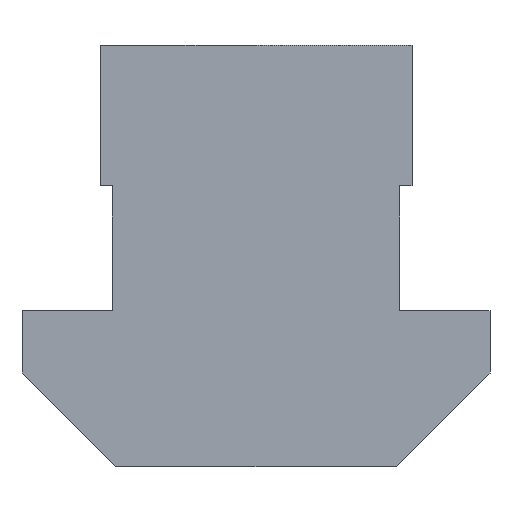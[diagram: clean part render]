
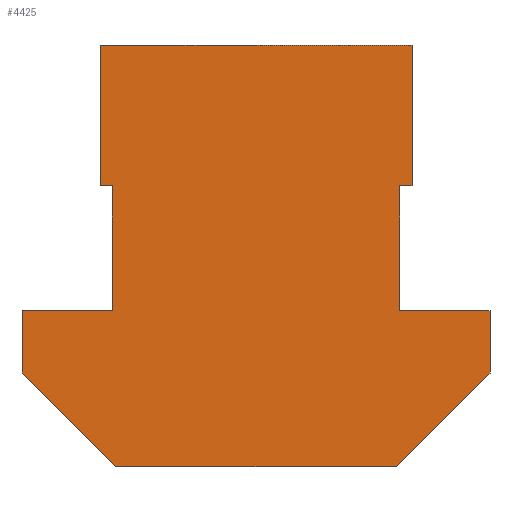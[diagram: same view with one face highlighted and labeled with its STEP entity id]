
A CAD part, front view. The second image highlights one B-rep face of the part: STEP entity #4425.
In plain terms, the highlighted planar face has unit normal (0, -1, 0).
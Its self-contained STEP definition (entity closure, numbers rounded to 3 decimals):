
#1733=EDGE_CURVE('',#5039,#4951,#5117,.T.);
#1807=EDGE_CURVE('',#4613,#3639,#5199,.T.);
#1907=EDGE_CURVE('',#3313,#4925,#5308,.T.);
#2139=EDGE_CURVE('',#4239,#5063,#5567,.T.);
#2141=EDGE_CURVE('',#4925,#5039,#5569,.T.);
#2433=VERTEX_POINT('',#5895);
#2659=EDGE_CURVE('',#3067,#4137,#6149,.T.);
#2735=EDGE_CURVE('',#5063,#3313,#6233,.T.);
#2953=EDGE_CURVE('',#2433,#4613,#6479,.T.);
#3067=VERTEX_POINT('',#6607);
#3313=VERTEX_POINT('',#6881);
#3535=EDGE_CURVE('',#4951,#2433,#7136,.T.);
#3639=VERTEX_POINT('',#7251);
#3649=EDGE_CURVE('',#4219,#4419,#7262,.T.);
#3655=EDGE_CURVE('',#4419,#4239,#7269,.T.);
#4137=VERTEX_POINT('',#7810);
#4175=EDGE_CURVE('',#4279,#3067,#7853,.T.);
#4219=VERTEX_POINT('',#7902);
#4239=VERTEX_POINT('',#7925);
#4279=VERTEX_POINT('',#7971);
#4419=VERTEX_POINT('',#8128);
#4425=ADVANCED_FACE('',(#8134),#8135,.T.);
#4451=EDGE_CURVE('',#4137,#4219,#8165,.T.);
#4613=VERTEX_POINT('',#8348);
#4911=EDGE_CURVE('',#3639,#4279,#8689,.T.);
#4925=VERTEX_POINT('',#8703);
#4951=VERTEX_POINT('',#8730);
#5039=VERTEX_POINT('',#8835);
#5063=VERTEX_POINT('',#8861);
#5117=LINE('',#8916,#8917);
#5199=LINE('',#9021,#9022);
#5308=LINE('',#9168,#9169);
#5567=LINE('',#9508,#9509);
#5569=LINE('',#9512,#9513);
#5895=CARTESIAN_POINT('',(-5.0,-19.0,8.5));
#6149=LINE('',#10263,#10264);
#6233=LINE('',#10376,#10377);
#6479=LINE('',#10696,#10697);
#6607=CARTESIAN_POINT('',(4.6,-19.0,0.0));
#6881=CARTESIAN_POINT('',(-7.5,-19.0,0.0));
#7136=LINE('',#11567,#11568);
#7251=CARTESIAN_POINT('',(5.0,-19.0,4.0));
#7262=LINE('',#11732,#11733);
#7269=LINE('',#11741,#11742);
#7810=CARTESIAN_POINT('',(7.5,-19.0,0.0));
#7853=LINE('',#12494,#12495);
#7902=CARTESIAN_POINT('',(7.5,-19.0,-2.0));
#7925=CARTESIAN_POINT('',(-4.5,-19.0,-5.0));
#7971=CARTESIAN_POINT('',(4.6,-19.0,4.0));
#8128=CARTESIAN_POINT('',(4.5,-19.0,-5.0));
#8134=FACE_OUTER_BOUND('',#12854,.T.);
#8135=PLANE('',#12855);
#8165=LINE('',#12892,#12893);
#8348=CARTESIAN_POINT('',(5.0,-19.0,8.5));
#8689=LINE('',#13550,#13551);
#8703=CARTESIAN_POINT('',(-4.6,-19.0,0.0));
#8730=CARTESIAN_POINT('',(-5.0,-19.0,4.0));
#8835=CARTESIAN_POINT('',(-4.6,-19.0,4.0));
#8861=CARTESIAN_POINT('',(-7.5,-19.0,-2.0));
#8916=CARTESIAN_POINT('',(-5.0,-19.0,4.0));
#8917=VECTOR('',#13814,1.0);
#9021=CARTESIAN_POINT('',(5.0,-19.0,4.0));
#9022=VECTOR('',#13927,1.0);
#9168=CARTESIAN_POINT('',(-4.6,-19.0,0.0));
#9169=VECTOR('',#14058,1.0);
#9508=CARTESIAN_POINT('',(-7.5,-19.0,-2.0));
#9509=VECTOR('',#14412,1.0);
#9512=CARTESIAN_POINT('',(-4.6,-19.0,4.0));
#9513=VECTOR('',#14413,1.0);
#10263=CARTESIAN_POINT('',(7.5,-19.0,0.0));
#10264=VECTOR('',#15191,1.0);
#10376=CARTESIAN_POINT('',(-7.5,-19.0,0.0));
#10377=VECTOR('',#15297,1.0);
#10696=CARTESIAN_POINT('',(5.0,-19.0,8.5));
#10697=VECTOR('',#15643,1.0);
#11567=CARTESIAN_POINT('',(-5.0,-19.0,8.5));
#11568=VECTOR('',#16590,1.0);
#11732=CARTESIAN_POINT('',(4.5,-19.0,-5.0));
#11733=VECTOR('',#16752,1.0);
#11741=CARTESIAN_POINT('',(-4.5,-19.0,-5.0));
#11742=VECTOR('',#16761,1.0);
#12494=CARTESIAN_POINT('',(4.6,-19.0,0.0));
#12495=VECTOR('',#17580,1.0);
#12854=EDGE_LOOP('',(#17984,#17985,#17986,#17987,#17988,#17989,#17990,#17991,#17992,#17993,#17994,#17995,#17996,#17997));
#12855=AXIS2_PLACEMENT_3D('',#17998,#17999,#18000);
#12892=CARTESIAN_POINT('',(7.5,-19.0,-2.0));
#12893=VECTOR('',#18051,1.0);
#13550=CARTESIAN_POINT('',(4.6,-19.0,4.0));
#13551=VECTOR('',#18805,1.0);
#13814=DIRECTION('',(-1.0,0.0,0.0));
#13927=DIRECTION('',(0.0,0.,-1.0));
#14058=DIRECTION('',(1.0,0.0,0.0));
#14412=DIRECTION('',(-0.707,0.,0.707));
#14413=DIRECTION('',(0.0,0.,1.0));
#15191=DIRECTION('',(1.0,0.0,0.0));
#15297=DIRECTION('',(0.0,0.,1.0));
#15643=DIRECTION('',(1.0,0.0,0.0));
#16590=DIRECTION('',(0.0,0.,1.0));
#16752=DIRECTION('',(-0.707,0.,-0.707));
#16761=DIRECTION('',(-1.0,0.0,0.0));
#17580=DIRECTION('',(0.0,0.,-1.0));
#17984=ORIENTED_EDGE('',*,*,#3649,.F.);
#17985=ORIENTED_EDGE('',*,*,#4451,.F.);
#17986=ORIENTED_EDGE('',*,*,#2659,.F.);
#17987=ORIENTED_EDGE('',*,*,#4175,.F.);
#17988=ORIENTED_EDGE('',*,*,#4911,.F.);
#17989=ORIENTED_EDGE('',*,*,#1807,.F.);
#17990=ORIENTED_EDGE('',*,*,#2953,.F.);
#17991=ORIENTED_EDGE('',*,*,#3535,.F.);
#17992=ORIENTED_EDGE('',*,*,#1733,.F.);
#17993=ORIENTED_EDGE('',*,*,#2141,.F.);
#17994=ORIENTED_EDGE('',*,*,#1907,.F.);
#17995=ORIENTED_EDGE('',*,*,#2735,.F.);
#17996=ORIENTED_EDGE('',*,*,#2139,.F.);
#17997=ORIENTED_EDGE('',*,*,#3655,.F.);
#17998=CARTESIAN_POINT('',(0.0,-19.0,1.484));
#17999=DIRECTION('',(0.0,-1.0,0.));
#18000=DIRECTION('',(1.0,0.0,0.0));
#18051=DIRECTION('',(0.0,0.,-1.0));
#18805=DIRECTION('',(-1.0,0.0,0.0));
